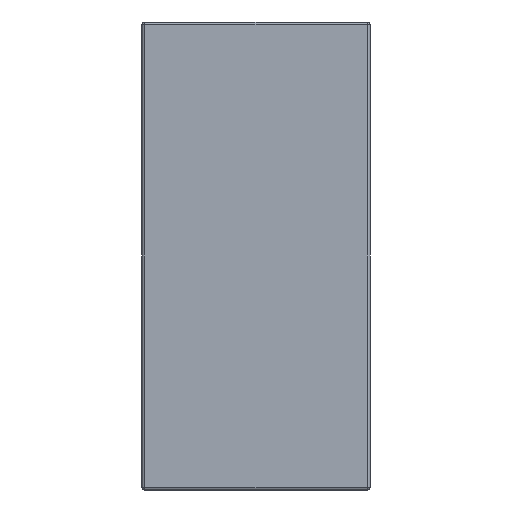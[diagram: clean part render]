
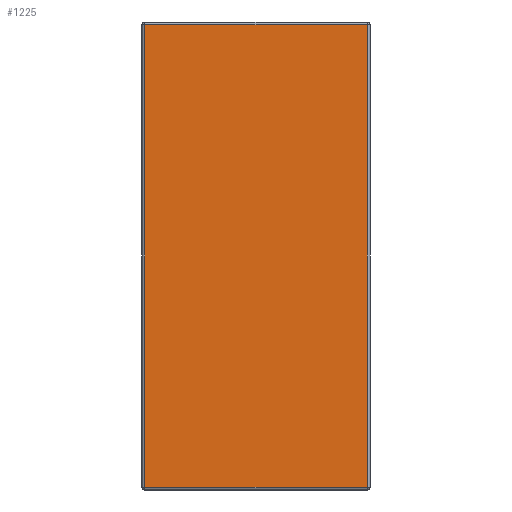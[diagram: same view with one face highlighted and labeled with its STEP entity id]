
A CAD part, left-side view. The second image highlights one B-rep face of the part: STEP entity #1225.
In plain terms, the highlighted planar face has unit normal (-1, 0, 0).
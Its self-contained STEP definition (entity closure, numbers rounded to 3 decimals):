
#83 = CARTESIAN_POINT ( 'NONE',  ( -1.6, -0.38, -0.79 ) ) ;
#84 = EDGE_CURVE ( 'NONE', #953, #628, #517, .T. ) ;
#97 = LINE ( 'NONE', #752, #1550 ) ;
#137 = EDGE_CURVE ( 'NONE', #440, #355, #97, .T. ) ;
#149 = VECTOR ( 'NONE', #1534, 1000. ) ;
#185 = EDGE_CURVE ( 'NONE', #628, #440, #291, .T. ) ;
#273 = CARTESIAN_POINT ( 'NONE',  ( -1.6, 0.38, 0.79 ) ) ;
#274 = DIRECTION ( 'NONE',  ( 0., 0., 1. ) ) ;
#291 = LINE ( 'NONE', #924, #1460 ) ;
#355 = VERTEX_POINT ( 'NONE', #273 ) ;
#378 = CARTESIAN_POINT ( 'NONE',  ( -1.6, -0.38, 0.79 ) ) ;
#384 = EDGE_CURVE ( 'NONE', #355, #953, #1420, .T. ) ;
#440 = VERTEX_POINT ( 'NONE', #378 ) ;
#517 = LINE ( 'NONE', #1118, #1052 ) ;
#579 = ORIENTED_EDGE ( 'NONE', *, *, #84, .T. ) ;
#628 = VERTEX_POINT ( 'NONE', #83 ) ;
#747 = CARTESIAN_POINT ( 'NONE',  ( -1.6, 0.39, -0.8 ) ) ;
#749 = ORIENTED_EDGE ( 'NONE', *, *, #137, .T. ) ;
#752 = CARTESIAN_POINT ( 'NONE',  ( -1.6, 0.39, 0.79 ) ) ;
#901 = AXIS2_PLACEMENT_3D ( 'NONE', #747, #1157, #1136 ) ;
#924 = CARTESIAN_POINT ( 'NONE',  ( -1.6, -0.38, -0.8 ) ) ;
#953 = VERTEX_POINT ( 'NONE', #1449 ) ;
#962 = ORIENTED_EDGE ( 'NONE', *, *, #384, .T. ) ;
#998 = PLANE ( 'NONE',  #901 ) ;
#1043 = DIRECTION ( 'NONE',  ( 0., -1., 0. ) ) ;
#1052 = VECTOR ( 'NONE', #1043, 1000. ) ;
#1065 = ORIENTED_EDGE ( 'NONE', *, *, #185, .T. ) ;
#1118 = CARTESIAN_POINT ( 'NONE',  ( -1.6, 0.39, -0.79 ) ) ;
#1136 = DIRECTION ( 'NONE',  ( 0., 0., -1. ) ) ;
#1157 = DIRECTION ( 'NONE',  ( 1., 0., 0. ) ) ;
#1173 = CARTESIAN_POINT ( 'NONE',  ( -1.6, 0.38, -0.8 ) ) ;
#1225 = ADVANCED_FACE ( 'NONE', ( #1409 ), #998, .F. ) ;
#1269 = DIRECTION ( 'NONE',  ( 0., 1., 0. ) ) ;
#1351 = EDGE_LOOP ( 'NONE', ( #579, #1065, #749, #962 ) ) ;
#1409 = FACE_OUTER_BOUND ( 'NONE', #1351, .T. ) ;
#1420 = LINE ( 'NONE', #1173, #149 ) ;
#1449 = CARTESIAN_POINT ( 'NONE',  ( -1.6, 0.38, -0.79 ) ) ;
#1460 = VECTOR ( 'NONE', #274, 1000. ) ;
#1534 = DIRECTION ( 'NONE',  ( 0., 0., -1. ) ) ;
#1550 = VECTOR ( 'NONE', #1269, 1000. ) ;
